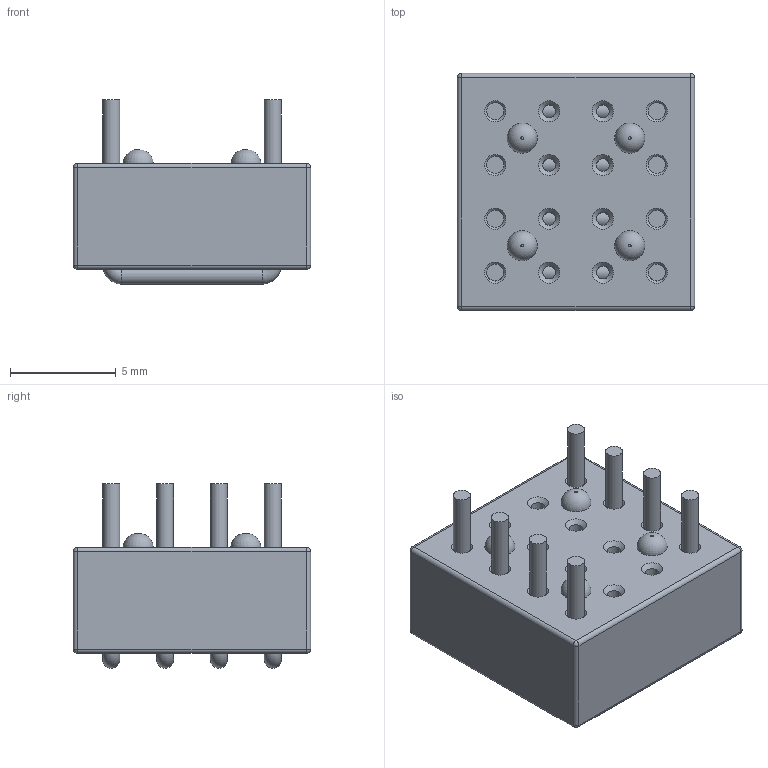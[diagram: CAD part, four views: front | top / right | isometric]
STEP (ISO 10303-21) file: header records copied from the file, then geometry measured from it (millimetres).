
FILE_DESCRIPTION(/* description */ ('Unknown'),/* implementation_level */ '2;1');
FILE_NAME(/* name */ 'FB_Wurth_WE-MLS_742730321',/* time_stamp */ '2025-06-18T10:30:15+08:00',/* author */ ('Unknown'),/* organization */ ('Unknown'),/* preprocessor_version */ 'ST-DEVELOPER v19.4',/* originating_system */ 'Solid Edge',/* authorisation */ 'Unknown');
FILE_SCHEMA (('AUTOMOTIVE_DESIGN {1 0 10303 214 3 1 1}'));
Length unit declared in the file: millimetre
Products named in the file (2): FB_Wurth_WE-MLS_742730321
Assembly tree (1 placements, depth 2):
  FB_Wurth_WE-MLS_742730321
    FB_Wurth_WE-MLS_742730321
Bounding box: 11.2 x 11.2 x 8.7 mm (x, y, z)
Volume: 643.8 mm3; surface area: 656.2 mm2
Topology: 1 solids, 1 shells, 102 faces, 294 edges, 178 vertices
Faces by surface type: cylinder 32, cone 32, plane 18, torus 12, sphere 8
Full cylindrical faces by diameter (mm): 0.6 x8, 0.8 x12
Entity records: 3805 total; most frequent: CARTESIAN_POINT 672, DIRECTION 512, ORIENTED_EDGE 432, AXIS2_PLACEMENT_3D 232, EDGE_CURVE 216, EDGE_LOOP 178, FACE_BOUND 178, VERTEX_POINT 160
